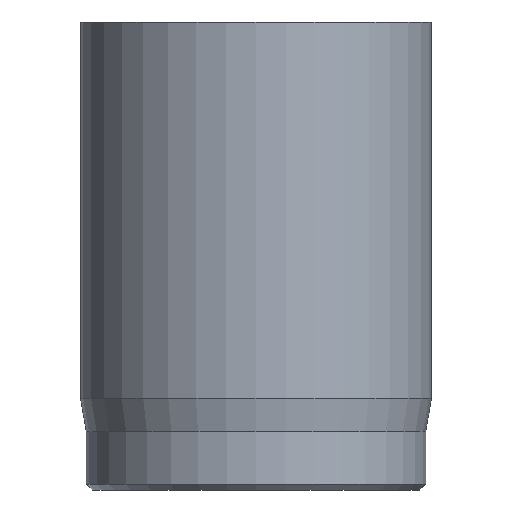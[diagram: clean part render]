
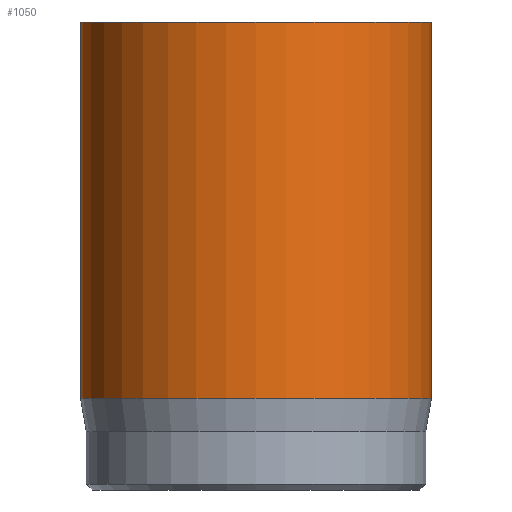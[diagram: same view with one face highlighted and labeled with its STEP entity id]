
A CAD part, front view. The second image highlights one B-rep face of the part: STEP entity #1050.
In plain terms, the highlighted cylindrical face has radius 3 mm (diameter 6 mm), a full revolution.
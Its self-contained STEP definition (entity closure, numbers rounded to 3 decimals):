
#86=CYLINDRICAL_SURFACE('',#1191,3.);
#128=FACE_OUTER_BOUND('',#192,.T.);
#192=EDGE_LOOP('',(#871,#872,#873,#874,#875));
#303=LINE('',#1744,#413);
#413=VECTOR('',#1428,3.);
#455=CIRCLE('',#1189,3.);
#456=CIRCLE('',#1190,3.);
#457=CIRCLE('',#1192,3.);
#536=VERTEX_POINT('',#1736);
#537=VERTEX_POINT('',#1737);
#538=VERTEX_POINT('',#1742);
#660=EDGE_CURVE('',#536,#537,#455,.T.);
#661=EDGE_CURVE('',#537,#536,#456,.T.);
#663=EDGE_CURVE('',#538,#538,#457,.T.);
#664=EDGE_CURVE('',#538,#536,#303,.T.);
#871=ORIENTED_EDGE('',*,*,#663,.T.);
#872=ORIENTED_EDGE('',*,*,#664,.T.);
#873=ORIENTED_EDGE('',*,*,#660,.T.);
#874=ORIENTED_EDGE('',*,*,#661,.T.);
#875=ORIENTED_EDGE('',*,*,#664,.F.);
#1050=ADVANCED_FACE('',(#128),#86,.T.);
#1189=AXIS2_PLACEMENT_3D('',#1738,#1419,#1420);
#1190=AXIS2_PLACEMENT_3D('',#1739,#1421,#1422);
#1191=AXIS2_PLACEMENT_3D('',#1741,#1424,#1425);
#1192=AXIS2_PLACEMENT_3D('',#1743,#1426,#1427);
#1419=DIRECTION('center_axis',(0.,0.,1.));
#1420=DIRECTION('ref_axis',(-1.,0.,0.));
#1421=DIRECTION('center_axis',(0.,0.,1.));
#1422=DIRECTION('ref_axis',(-1.,0.,0.));
#1424=DIRECTION('center_axis',(0.,0.,1.));
#1425=DIRECTION('ref_axis',(-1.,0.,0.));
#1426=DIRECTION('center_axis',(0.,0.,-1.));
#1427=DIRECTION('ref_axis',(-1.,0.,0.));
#1428=DIRECTION('',(0.,0.,-1.));
#1736=CARTESIAN_POINT('',(3.,0.,1.567));
#1737=CARTESIAN_POINT('',(-3.,0.,1.567));
#1738=CARTESIAN_POINT('Origin',(0.,0.,1.567));
#1739=CARTESIAN_POINT('Origin',(0.,0.,1.567));
#1741=CARTESIAN_POINT('Origin',(0.,0.,0.));
#1742=CARTESIAN_POINT('',(3.,0.,8.));
#1743=CARTESIAN_POINT('Origin',(0.,0.,8.));
#1744=CARTESIAN_POINT('',(3.,0.,0.));
